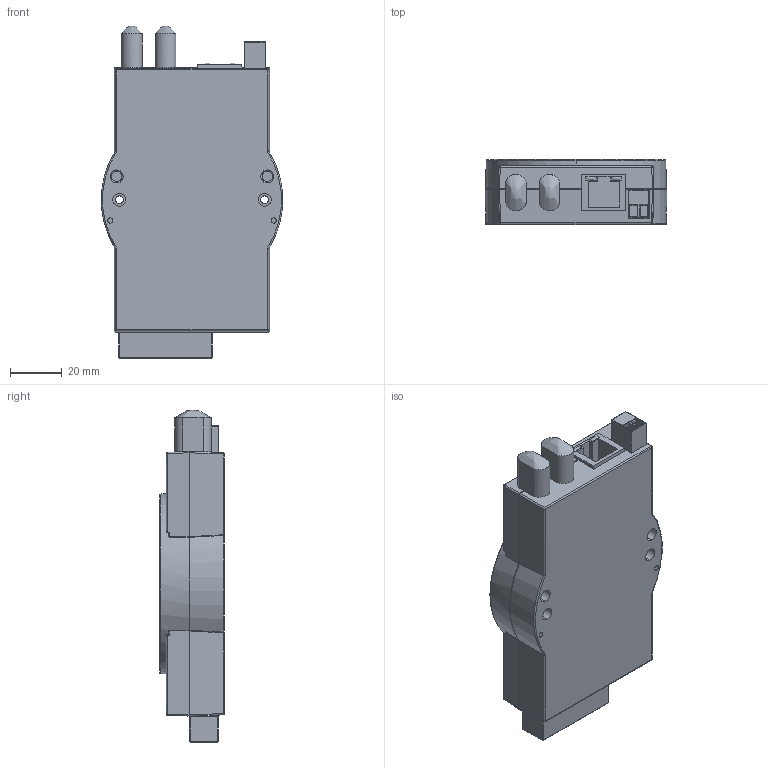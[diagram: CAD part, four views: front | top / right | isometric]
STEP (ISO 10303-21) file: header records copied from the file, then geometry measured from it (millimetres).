
FILE_DESCRIPTION (( 'STEP AP203' ), '1' );
FILE_NAME ('ADAM-6541ST.STEP', '2007-01-21T22:49:33', ( 'Anderson Professional Modeling' ), ( 'Anderson Professional Modeling' ), 'SwSTEP 2.0', 'SolidWorks 2007', '' );
FILE_SCHEMA (( 'CONFIG_CONTROL_DESIGN' ));
Length unit declared in the file: millimetre
Products named in the file (1): ADAM-6541ST
Bounding box: 69.79 x 25 x 128 mm (x, y, z)
Volume: 155197.7 mm3; surface area: 28720.6 mm2
Topology: 4 solids, 4 shells, 808 faces, 2022 edges, 1253 vertices
Faces by surface type: plane 404, cylinder 229, torus 80, bspline 74, sphere 16, cone 5
Entity records: 26566 total; most frequent: CARTESIAN_POINT 7858, ORIENTED_EDGE 3996, DIRECTION 3669, EDGE_CURVE 1998, VERTEX_POINT 1253, VECTOR 1249, LINE 1249, AXIS2_PLACEMENT_3D 1210
